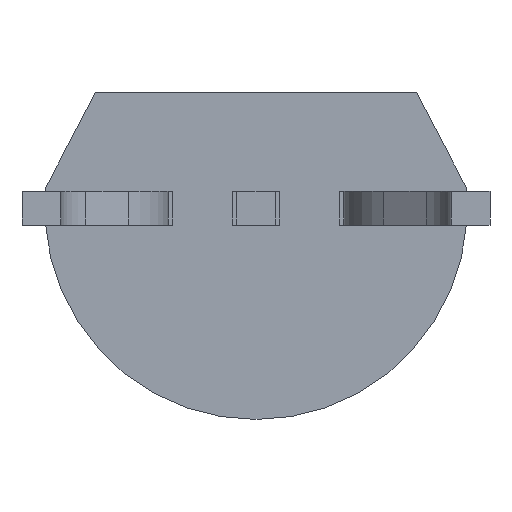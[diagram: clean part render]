
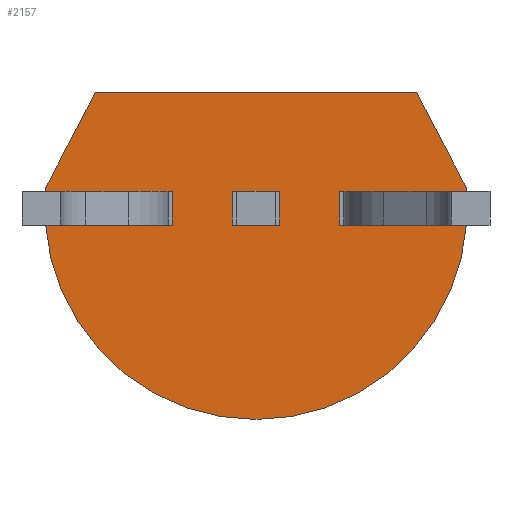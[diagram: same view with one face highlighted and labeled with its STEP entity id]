
A CAD part, front view. The second image highlights one B-rep face of the part: STEP entity #2157.
In plain terms, the highlighted planar face has unit normal (0, -1, 0).
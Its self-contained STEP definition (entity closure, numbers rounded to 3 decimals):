
#29 = VERTEX_POINT ( 'NONE', #1497 ) ;
#57 = AXIS2_PLACEMENT_3D ( 'NONE', #750, #1295, #1473 ) ;
#91 = DIRECTION ( 'NONE',  ( 0., 0., 1. ) ) ;
#92 = CARTESIAN_POINT ( 'NONE',  ( 0., 3.5, 0. ) ) ;
#247 = EDGE_CURVE ( 'NONE', #853, #1731, #930, .T. ) ;
#302 = VECTOR ( 'NONE', #1905, 1000. ) ;
#313 = ORIENTED_EDGE ( 'NONE', *, *, #247, .F. ) ;
#336 = EDGE_CURVE ( 'NONE', #679, #1731, #600, .T. ) ;
#438 = DIRECTION ( 'NONE',  ( 0., 0., -1. ) ) ;
#495 = CARTESIAN_POINT ( 'NONE',  ( 0., 3.5, -2.5 ) ) ;
#528 = VECTOR ( 'NONE', #1973, 1000. ) ;
#530 = CARTESIAN_POINT ( 'NONE',  ( 0., 3.5, 1.37 ) ) ;
#536 = ORIENTED_EDGE ( 'NONE', *, *, #2167, .F. ) ;
#600 = LINE ( 'NONE', #1287, #528 ) ;
#606 = PLANE ( 'NONE',  #1969 ) ;
#611 = EDGE_CURVE ( 'NONE', #869, #853, #1485, .T. ) ;
#672 = VECTOR ( 'NONE', #976, 1000. ) ;
#679 = VERTEX_POINT ( 'NONE', #2134 ) ;
#736 = ORIENTED_EDGE ( 'NONE', *, *, #968, .F. ) ;
#750 = CARTESIAN_POINT ( 'NONE',  ( 0., 3.5, 0. ) ) ;
#751 = ORIENTED_EDGE ( 'NONE', *, *, #336, .T. ) ;
#802 = ORIENTED_EDGE ( 'NONE', *, *, #611, .F. ) ;
#821 = CARTESIAN_POINT ( 'NONE',  ( 1.9, 3.5, 1.37 ) ) ;
#853 = VERTEX_POINT ( 'NONE', #495 ) ;
#869 = VERTEX_POINT ( 'NONE', #1914 ) ;
#930 = CIRCLE ( 'NONE', #1424, 2.5 ) ;
#968 = EDGE_CURVE ( 'NONE', #679, #29, #2076, .T. ) ;
#976 = DIRECTION ( 'NONE',  ( 0.465, 0., -0.886 ) ) ;
#1276 = DIRECTION ( 'NONE',  ( 0., 1., 0. ) ) ;
#1287 = CARTESIAN_POINT ( 'NONE',  ( -2.487, 3.5, 0.25 ) ) ;
#1295 = DIRECTION ( 'NONE',  ( 0., 1., 0. ) ) ;
#1424 = AXIS2_PLACEMENT_3D ( 'NONE', #92, #1276, #438 ) ;
#1473 = DIRECTION ( 'NONE',  ( 0., 0., -1. ) ) ;
#1481 = CARTESIAN_POINT ( 'NONE',  ( 0., 3.5, 0. ) ) ;
#1485 = CIRCLE ( 'NONE', #57, 2.5 ) ;
#1494 = DIRECTION ( 'NONE',  ( 0., 1., 0. ) ) ;
#1497 = CARTESIAN_POINT ( 'NONE',  ( 1.9, 3.5, 1.37 ) ) ;
#1658 = FACE_OUTER_BOUND ( 'NONE', #1953, .T. ) ;
#1731 = VERTEX_POINT ( 'NONE', #1833 ) ;
#1833 = CARTESIAN_POINT ( 'NONE',  ( -2.487, 3.5, 0.25 ) ) ;
#1905 = DIRECTION ( 'NONE',  ( 1., 0., 0. ) ) ;
#1914 = CARTESIAN_POINT ( 'NONE',  ( 2.487, 3.5, 0.25 ) ) ;
#1953 = EDGE_LOOP ( 'NONE', ( #536, #736, #751, #313, #802 ) ) ;
#1969 = AXIS2_PLACEMENT_3D ( 'NONE', #1481, #1494, #91 ) ;
#1973 = DIRECTION ( 'NONE',  ( -0.465, 0., -0.886 ) ) ;
#2015 = LINE ( 'NONE', #821, #672 ) ;
#2076 = LINE ( 'NONE', #530, #302 ) ;
#2134 = CARTESIAN_POINT ( 'NONE',  ( -1.9, 3.5, 1.37 ) ) ;
#2157 = ADVANCED_FACE ( 'NONE', ( #1658 ), #606, .F. ) ;
#2167 = EDGE_CURVE ( 'NONE', #29, #869, #2015, .T. ) ;
